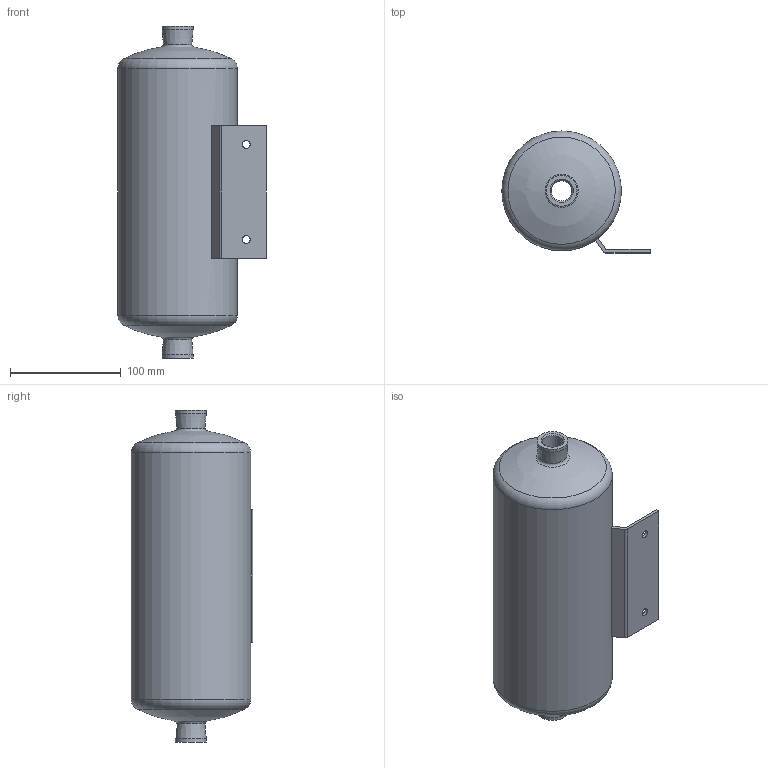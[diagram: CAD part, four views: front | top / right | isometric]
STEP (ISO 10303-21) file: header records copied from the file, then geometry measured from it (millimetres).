
FILE_DESCRIPTION(/* description */ ('STEP AP214'),/* implementation_level */ '2;1');
FILE_NAME(/* name */ '160236_CRVZS-2',/* time_stamp */ '2024-07-24T12:07:41+02:00',/* author */ ('License CC BY-ND 4.0'),/* organization */ ('CADENAS'),/* preprocessor_version */ 'ST-DEVELOPER v19.3',/* originating_system */ 'PARTsolutions',/* authorisation */ ' ');
FILE_SCHEMA (('AUTOMOTIVE_DESIGN {1 0 10303 214 3 1 1}'));
Length unit declared in the file: millimetre
Products named in the file (1): 160236 CRVZS-2
Bounding box: 134 x 110 x 300 mm (x, y, z)
Volume: 144370.2 mm3; surface area: 211495.8 mm2
Topology: 1 solids, 1 shells, 35 faces, 78 edges, 46 vertices
Faces by surface type: cylinder 10, plane 9, torus 8, cone 4, sphere 4
Full cylindrical faces by diameter (mm): 7 x2, 18.631 x2, 28 x2, 106 x1, 108 x1
Entity records: 866 total; most frequent: DIRECTION 158, CARTESIAN_POINT 132, ORIENTED_EDGE 104, AXIS2_PLACEMENT_3D 70, EDGE_LOOP 66, FACE_BOUND 66, EDGE_CURVE 52, VERTEX_POINT 44
